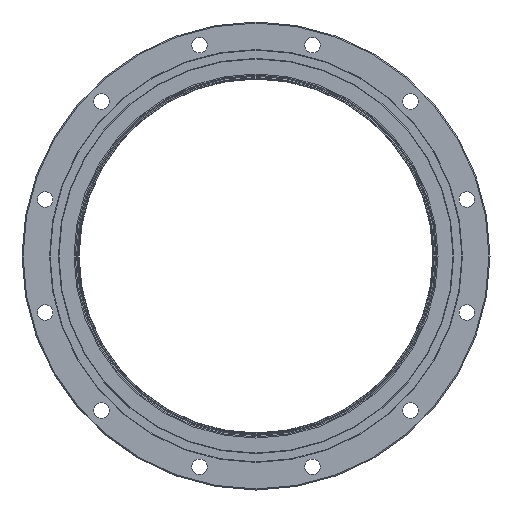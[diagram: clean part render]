
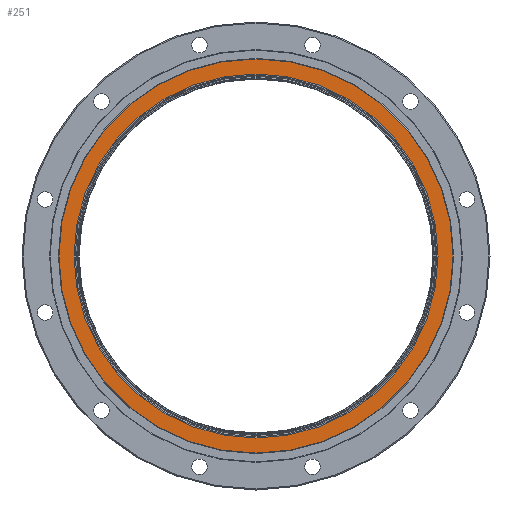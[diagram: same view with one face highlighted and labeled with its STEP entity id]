
A CAD part, left-side view. The second image highlights one B-rep face of the part: STEP entity #251.
In plain terms, the highlighted planar face has unit normal (-1, 0, 0).
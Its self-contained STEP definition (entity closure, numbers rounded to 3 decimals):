
#251=ADVANCED_FACE('',(#1424,#1425),#1423,.T.);
#1423=PLANE('',#4224);
#1424=FACE_OUTER_BOUND('',#4225,.T.);
#1425=FACE_BOUND('',#4226,.T.);
#4221=CARTESIAN_POINT('',(-75.,-338.224,-389.));
#4222=DIRECTION('',(-1.,0.,0.));
#4223=DIRECTION('',(0.,0.,1.));
#4224=AXIS2_PLACEMENT_3D('',#4221,#4222,#4223);
#4225=EDGE_LOOP('',(#5381,#5382));
#4226=EDGE_LOOP('',(#5383,#5384));
#5381=ORIENTED_EDGE('',*,*,#6065,.T.);
#5382=ORIENTED_EDGE('',*,*,#6066,.T.);
#5383=ORIENTED_EDGE('',*,*,#6067,.F.);
#5384=ORIENTED_EDGE('',*,*,#6068,.F.);
#6065=EDGE_CURVE('',#7997,#7998,#7999,.T.);
#6066=EDGE_CURVE('',#7998,#7997,#8005,.T.);
#6067=EDGE_CURVE('',#8011,#8012,#8013,.T.);
#6068=EDGE_CURVE('',#8012,#8011,#8019,.T.);
#7997=VERTEX_POINT('',#10509);
#7998=VERTEX_POINT('',#10510);
#7999=CIRCLE('',#10514,189.5);
#8005=CIRCLE('',#10518,189.5);
#8011=VERTEX_POINT('',#10519);
#8012=VERTEX_POINT('',#10520);
#8013=CIRCLE('',#10524,175.);
#8019=CIRCLE('',#10528,175.);
#10509=CARTESIAN_POINT('',(-75.,0.,189.5));
#10510=CARTESIAN_POINT('',(-75.,0.,-189.5));
#10511=CARTESIAN_POINT('',(-75.,0.,0.));
#10512=DIRECTION('',(-1.,0.,0.));
#10513=DIRECTION('',(0.,0.,1.));
#10514=AXIS2_PLACEMENT_3D('',#10511,#10512,#10513);
#10515=CARTESIAN_POINT('',(-75.,0.,0.));
#10516=DIRECTION('',(-1.,0.,0.));
#10517=DIRECTION('',(0.,0.,1.));
#10518=AXIS2_PLACEMENT_3D('',#10515,#10516,#10517);
#10519=CARTESIAN_POINT('',(-75.,0.,-175.));
#10520=CARTESIAN_POINT('',(-75.,0.,175.));
#10521=CARTESIAN_POINT('',(-75.,0.,0.));
#10522=DIRECTION('',(-1.,0.,0.));
#10523=DIRECTION('',(0.,0.,1.));
#10524=AXIS2_PLACEMENT_3D('',#10521,#10522,#10523);
#10525=CARTESIAN_POINT('',(-75.,0.,0.));
#10526=DIRECTION('',(-1.,0.,0.));
#10527=DIRECTION('',(0.,0.,1.));
#10528=AXIS2_PLACEMENT_3D('',#10525,#10526,#10527);
